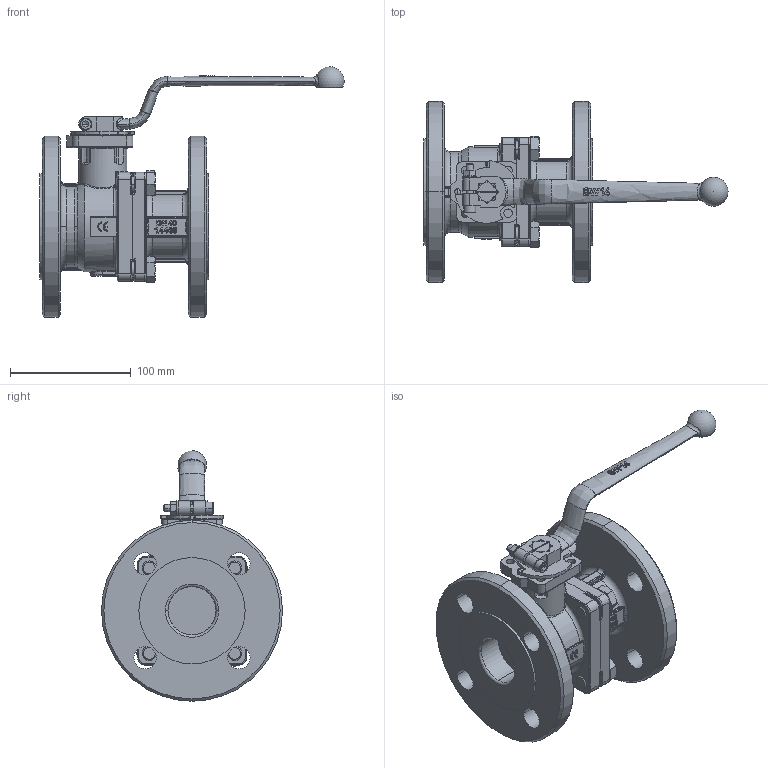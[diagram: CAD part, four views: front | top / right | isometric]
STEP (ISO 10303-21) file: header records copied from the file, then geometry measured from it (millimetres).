
FILE_DESCRIPTION(('HOOPS Exchange Step'),'2;1');
FILE_NAME('FK05_PN16_DN40.stp','2025-07-03T10:29:32+02:00',('nieru'),('Unknown organisation'),'HOOPS Exchange 2024.2','HOOPS Exchange','Unknown authorisation');
FILE_SCHEMA( ('AP203_CONFIGURATION_CONTROLLED_3D_DESIGN_OF_MECHANICAL_PARTS_AND_ASSEMBLIES_MIM_LF') );
Length unit declared in the file: millimetre
Products named in the file (2): 0; root
Assembly tree (1 placements, depth 2):
  root
    0
Bounding box: 251.96 x 150 x 207.53 mm (x, y, z)
Volume: 997068.1 mm3; surface area: 158705.4 mm2
Topology: 1 solids, 1 shells, 1807 faces, 4893 edges, 3097 vertices
Faces by surface type: bspline 702, plane 455, cylinder 412, torus 127, cone 97, sphere 10, offset 4
Full cylindrical faces by diameter (mm): 18 x1
Entity records: 76378 total; most frequent: CARTESIAN_POINT 35425, ORIENTED_EDGE 9706, DIRECTION 5986, EDGE_CURVE 4853, VERTEX_POINT 3095, AXIS2_PLACEMENT_3D 2021, VECTOR 1944, LINE 1944
